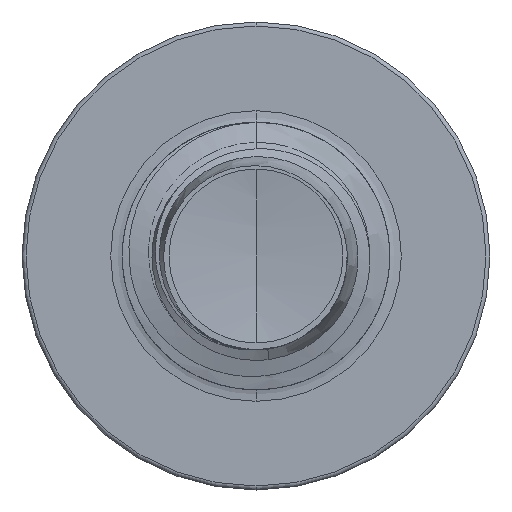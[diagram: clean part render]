
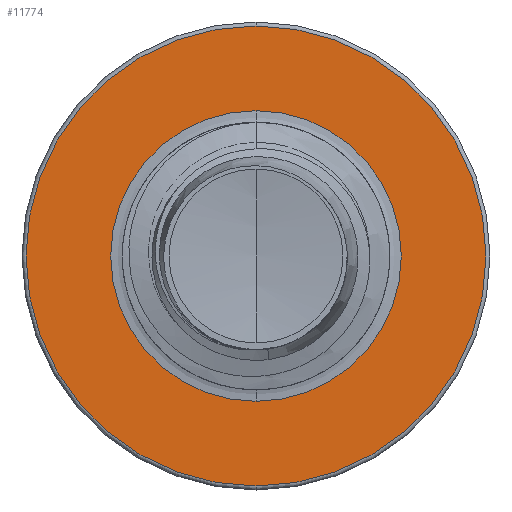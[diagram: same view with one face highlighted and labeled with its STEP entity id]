
A CAD part, front view. The second image highlights one B-rep face of the part: STEP entity #11774.
In plain terms, the highlighted planar face has unit normal (0, -1, 0).
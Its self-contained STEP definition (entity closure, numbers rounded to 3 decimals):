
#155 = CIRCLE ( 'NONE', #2679, 3.44 ) ;
#436 = ORIENTED_EDGE ( 'NONE', *, *, #5873, .F. ) ;
#1138 = EDGE_CURVE ( 'NONE', #16798, #27358, #3950, .T. ) ;
#1851 = DIRECTION ( 'NONE',  ( 0., 1., 0. ) ) ;
#2679 = AXIS2_PLACEMENT_3D ( 'NONE', #33503, #15529, #36512 ) ;
#3829 = FACE_BOUND ( 'NONE', #36891, .T. ) ;
#3950 = CIRCLE ( 'NONE', #38474, 2.174 ) ;
#4050 = ORIENTED_EDGE ( 'NONE', *, *, #25960, .T. ) ;
#4869 = DIRECTION ( 'NONE',  ( 0., 1., 0. ) ) ;
#5873 = EDGE_CURVE ( 'NONE', #31387, #6437, #155, .T. ) ;
#5994 = DIRECTION ( 'NONE',  ( 0., 0., 1. ) ) ;
#6403 = EDGE_CURVE ( 'NONE', #6437, #31387, #36171, .T. ) ;
#6437 = VERTEX_POINT ( 'NONE', #28284 ) ;
#6820 = CARTESIAN_POINT ( 'NONE',  ( 0., 20., 0. ) ) ;
#8901 = CARTESIAN_POINT ( 'NONE',  ( 0., 20., -2.174 ) ) ;
#11774 = ADVANCED_FACE ( 'NONE', ( #27713, #3829 ), #38813, .F. ) ;
#11956 = CARTESIAN_POINT ( 'NONE',  ( 0., 20., 2.174 ) ) ;
#12658 = AXIS2_PLACEMENT_3D ( 'NONE', #19746, #1851, #22772 ) ;
#14178 = DIRECTION ( 'NONE',  ( 0., 1., 0. ) ) ;
#15529 = DIRECTION ( 'NONE',  ( 0., 1., 0. ) ) ;
#16798 = VERTEX_POINT ( 'NONE', #8901 ) ;
#19746 = CARTESIAN_POINT ( 'NONE',  ( 0., 20., 0. ) ) ;
#20892 = CARTESIAN_POINT ( 'NONE',  ( 0., 20., -2.174 ) ) ;
#21733 = CARTESIAN_POINT ( 'NONE',  ( 0., 20., 3.44 ) ) ;
#22772 = DIRECTION ( 'NONE',  ( 0., 0., 1. ) ) ;
#22780 = CARTESIAN_POINT ( 'NONE',  ( 0., 20., 0. ) ) ;
#23002 = EDGE_LOOP ( 'NONE', ( #436, #26899 ) ) ;
#23926 = DIRECTION ( 'NONE',  ( 0., 1., 0. ) ) ;
#25802 = DIRECTION ( 'NONE',  ( 0., 0., 1. ) ) ;
#25960 = EDGE_CURVE ( 'NONE', #27358, #16798, #27555, .T. ) ;
#26899 = ORIENTED_EDGE ( 'NONE', *, *, #6403, .F. ) ;
#27358 = VERTEX_POINT ( 'NONE', #11956 ) ;
#27555 = CIRCLE ( 'NONE', #32910, 2.174 ) ;
#27713 = FACE_OUTER_BOUND ( 'NONE', #23002, .T. ) ;
#28284 = CARTESIAN_POINT ( 'NONE',  ( 0., 20., -3.44 ) ) ;
#31387 = VERTEX_POINT ( 'NONE', #21733 ) ;
#32910 = AXIS2_PLACEMENT_3D ( 'NONE', #22780, #4869, #25802 ) ;
#33503 = CARTESIAN_POINT ( 'NONE',  ( 0., 20., 0. ) ) ;
#35151 = DIRECTION ( 'NONE',  ( 0., 0., 1. ) ) ;
#36171 = CIRCLE ( 'NONE', #12658, 3.44 ) ;
#36470 = ORIENTED_EDGE ( 'NONE', *, *, #1138, .T. ) ;
#36512 = DIRECTION ( 'NONE',  ( 0., 0., 1. ) ) ;
#36891 = EDGE_LOOP ( 'NONE', ( #4050, #36470 ) ) ;
#37852 = AXIS2_PLACEMENT_3D ( 'NONE', #20892, #23926, #5994 ) ;
#38474 = AXIS2_PLACEMENT_3D ( 'NONE', #6820, #14178, #35151 ) ;
#38813 = PLANE ( 'NONE',  #37852 ) ;
